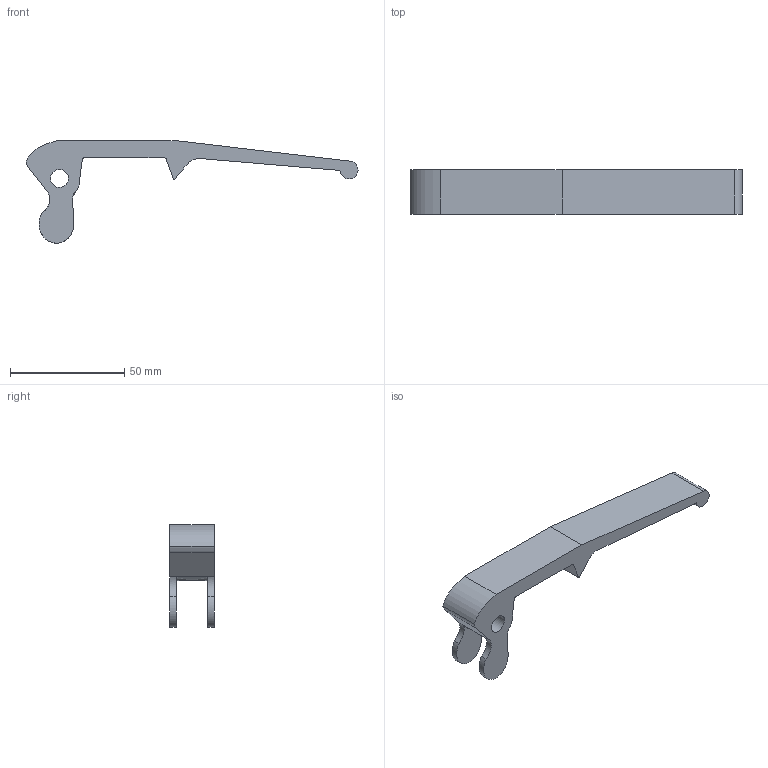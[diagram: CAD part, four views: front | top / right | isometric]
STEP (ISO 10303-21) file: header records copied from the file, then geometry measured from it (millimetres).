
FILE_DESCRIPTION(/* description */ (''),/* implementation_level */ '2;1');
FILE_NAME(/* name */ 'Poigne fentre V14 VD.step',/* time_stamp */ '2023-04-19T18:40:19+02:00',/* author */ (''),/* organization */ (''),/* preprocessor_version */ 'ST-DEVELOPER v19.2',/* originating_system */ 'Autodesk Translation Framework v11.17.0.187',/* authorisation */ '');
FILE_SCHEMA (('AUTOMOTIVE_DESIGN { 1 0 10303 214 3 1 1 }'));
Length unit declared in the file: millimetre
Products named in the file (1): Poignée fenêtre Vidal V14 cotes reelles
Bounding box: 145.17 x 19.5 x 44.67 mm (x, y, z)
Volume: 25556.3 mm3; surface area: 10666.6 mm2
Topology: 1 solids, 1 shells, 28 faces, 80 edges, 54 vertices
Faces by surface type: plane 15, bspline 12, cylinder 1
Entity records: 1165 total; most frequent: CARTESIAN_POINT 468, ORIENTED_EDGE 160, DIRECTION 111, EDGE_CURVE 80, VERTEX_POINT 54, LINE 45, VECTOR 45, AXIS2_PLACEMENT_3D 33
